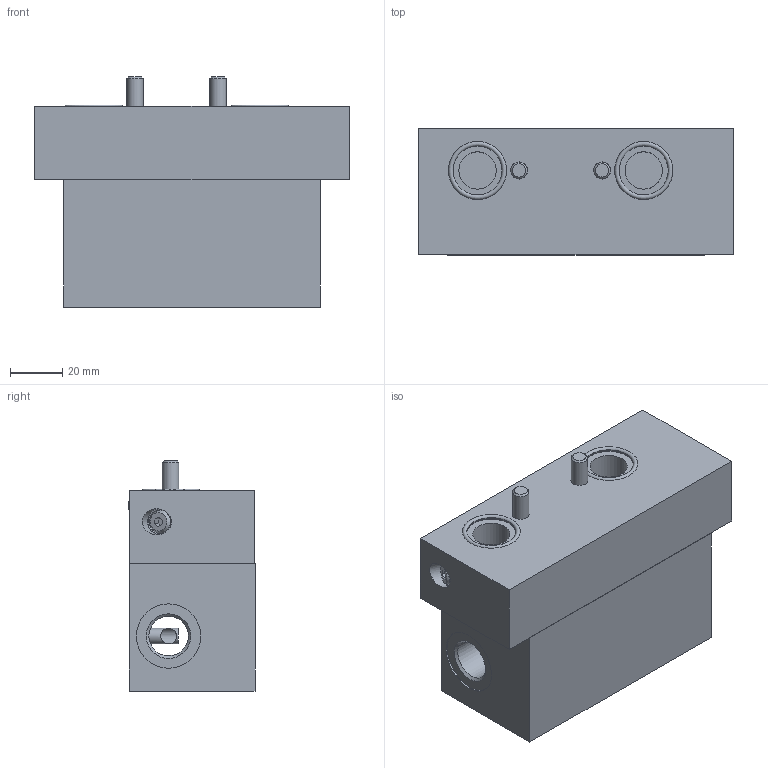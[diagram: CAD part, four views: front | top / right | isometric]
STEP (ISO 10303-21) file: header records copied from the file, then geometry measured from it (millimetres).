
FILE_DESCRIPTION (( 'STEP AP203' ), '1' );
FILE_NAME ('DER22075670 KB21.STEP', '2024-07-26T02:41:28', ( '' ), ( '' ), 'SwSTEP 2.0', 'SolidWorks 2022', '' );
FILE_SCHEMA (( 'CONFIG_CONTROL_DESIGN' ));
Length unit declared in the file: millimetre
Products named in the file (1): DER22075670 KB21
Bounding box: 120.25 x 48.15 x 87.98 mm (x, y, z)
Surface area: 54751.6 mm2 (no closed solid volume)
Topology: 0 solids, 10 shells, 233 faces, 912 edges, 663 vertices
Faces by surface type: plane 139, bspline 33, cylinder 29, cone 26, torus 6
Full cylindrical faces by diameter (mm): 4.064 x1, 4.2 x4, 5.999 x2, 6 x2, 6.35 x4, 6.528 x2, 9.921 x2, 13.495 x2, 14.287 x1, 14.288 x1, 15.088 x2, 18.72 x2, 22.225 x2, 24.613 x2
Entity records: 13426 total; most frequent: CARTESIAN_POINT 6537, ORIENTED_EDGE 1227, DIRECTION 1167, EDGE_CURVE 857, VERTEX_POINT 658, VECTOR 563, LINE 563, EDGE_LOOP 355
